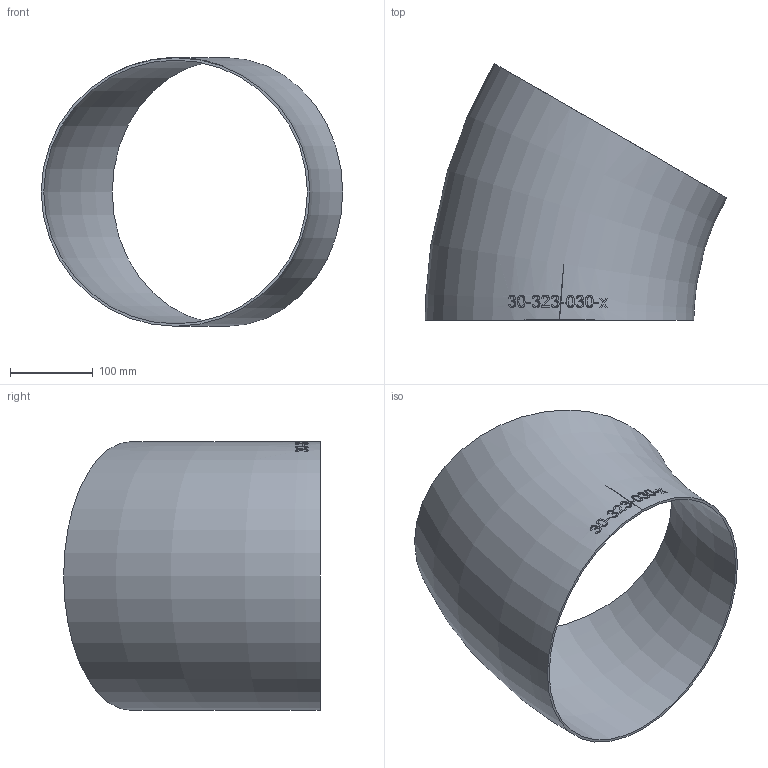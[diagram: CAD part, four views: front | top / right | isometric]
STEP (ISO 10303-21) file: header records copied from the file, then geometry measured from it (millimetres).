
FILE_DESCRIPTION (( 'STEP AP214' ), '1' );
FILE_NAME ('30-323-030-x Bogen 2004.STEP', '2020-04-27T11:28:06', ( '' ), ( '' ), 'SwSTEP 2.0', 'SolidWorks 2019', '' );
FILE_SCHEMA (( 'AUTOMOTIVE_DESIGN' ));
Length unit declared in the file: millimetre
Products named in the file (1): 30-323-030-x Bogen 2004
Bounding box: 363.43 x 309.48 x 323.9 mm (x, y, z)
Volume: 723684.4 mm3; surface area: 488538.7 mm2
Topology: 1 solids, 1 shells, 157 faces, 421 edges, 281 vertices
Faces by surface type: bspline 138, torus 17, plane 2
Entity records: 38481 total; most frequent: CARTESIAN_POINT 34103, ORIENTED_EDGE 836, EDGE_CURVE 418, B_SPLINE_CURVE_WITH_KNOTS 414, VERTEX_POINT 280, EDGE_LOOP 176, FACE_OUTER_BOUND 159, ADVANCED_FACE 157
